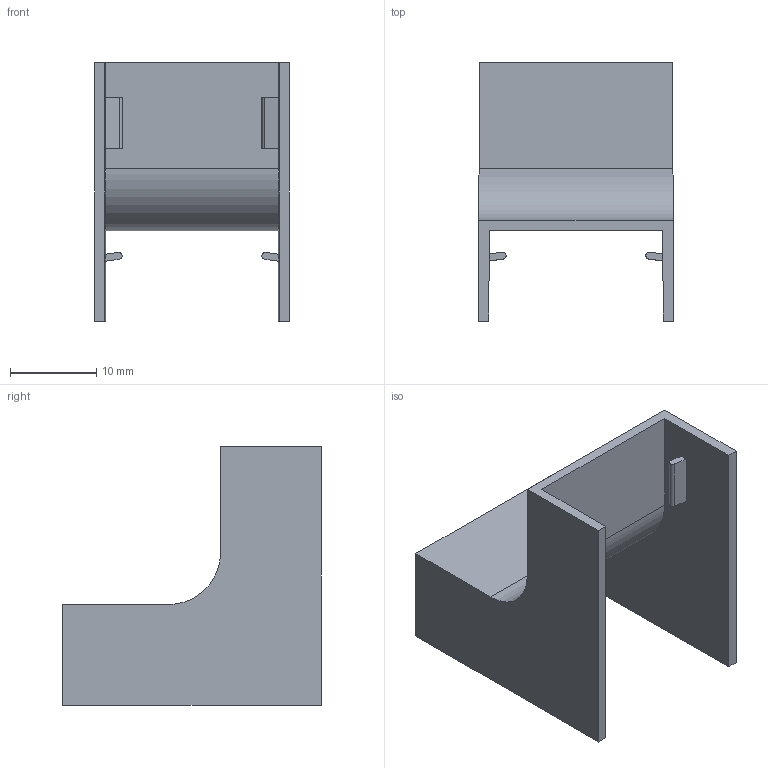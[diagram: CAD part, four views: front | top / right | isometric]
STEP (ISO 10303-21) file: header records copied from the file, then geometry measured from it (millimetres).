
FILE_DESCRIPTION (( 'STEP AP214' ), '1' );
FILE_NAME ('6153003.stp', '2016-05-05T09:22:18', ( '' ), ( '' ), 'SwSTEP 2.0', 'SolidWorks 2014', '' );
FILE_SCHEMA (( 'AUTOMOTIVE_DESIGN' ));
Length unit declared in the file: millimetre
Products named in the file (1): 6153003
Bounding box: 22.6 x 30 x 30 mm (x, y, z)
Volume: 2253.9 mm3; surface area: 4040.3 mm2
Topology: 1 solids, 1 shells, 37 faces, 93 edges, 62 vertices
Faces by surface type: plane 30, cylinder 7
Entity records: 1131 total; most frequent: CARTESIAN_POINT 205, ORIENTED_EDGE 186, DIRECTION 175, EDGE_CURVE 93, VECTOR 79, LINE 79, VERTEX_POINT 62, AXIS2_PLACEMENT_3D 48
